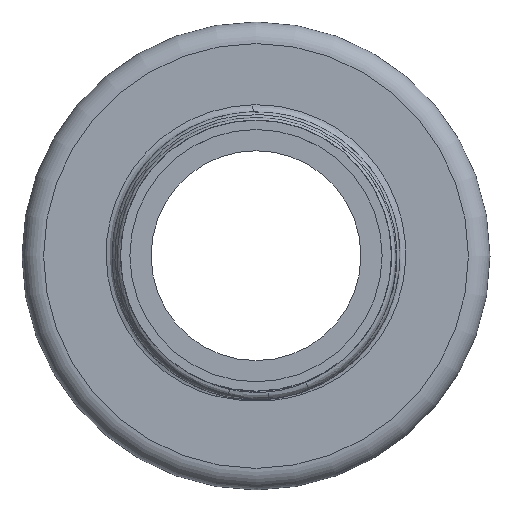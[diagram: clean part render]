
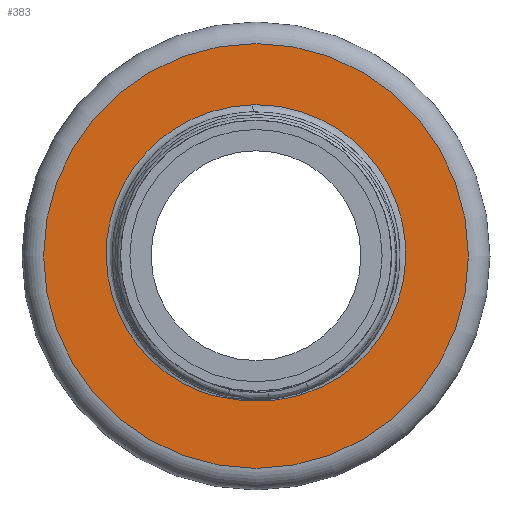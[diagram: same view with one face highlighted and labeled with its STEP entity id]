
A CAD part, top view. The second image highlights one B-rep face of the part: STEP entity #383.
In plain terms, the highlighted planar face has unit normal (0, 0, 1).
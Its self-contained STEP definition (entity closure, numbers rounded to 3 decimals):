
#39=FACE_BOUND('',#109,.T.);
#46=PLANE('',#436);
#58=B_SPLINE_CURVE_WITH_KNOTS('',3,(#1068,#1069,#1070,#1071,#1072,#1073,
#1074),.UNSPECIFIED.,.F.,.F.,(4,1,1,1,4),(-1.199,-0.854,
-0.508,-0.163,0.009),
 .UNSPECIFIED.);
#59=B_SPLINE_CURVE_WITH_KNOTS('',3,(#1076,#1077,#1078,#1079,#1080,#1081,
#1082,#1083,#1084,#1085),.UNSPECIFIED.,.F.,.F.,(4,1,1,1,1,1,1,4),(-5.879,
-5.035,-4.191,-3.347,-2.503,
-1.659,-0.815,0.029),.UNSPECIFIED.);
#60=B_SPLINE_CURVE_WITH_KNOTS('',3,(#1086,#1087,#1088,#1089,#1090,#1091,
#1092,#1093,#1094,#1095),.UNSPECIFIED.,.F.,.F.,(4,1,1,1,1,1,1,4),(-5.908,
-5.064,-4.22,-3.376,-2.532,
-1.688,-0.844,0.),.UNSPECIFIED.);
#82=FACE_OUTER_BOUND('',#108,.T.);
#108=EDGE_LOOP('',(#298));
#109=EDGE_LOOP('',(#299,#300,#301));
#146=CIRCLE('',#433,29.507);
#180=VERTEX_POINT('',#1060);
#182=VERTEX_POINT('',#1066);
#183=VERTEX_POINT('',#1067);
#184=VERTEX_POINT('',#1075);
#224=EDGE_CURVE('',#180,#180,#146,.T.);
#227=EDGE_CURVE('',#182,#183,#58,.T.);
#228=EDGE_CURVE('',#184,#182,#59,.T.);
#229=EDGE_CURVE('',#183,#184,#60,.T.);
#298=ORIENTED_EDGE('',*,*,#224,.F.);
#299=ORIENTED_EDGE('',*,*,#227,.F.);
#300=ORIENTED_EDGE('',*,*,#228,.F.);
#301=ORIENTED_EDGE('',*,*,#229,.F.);
#383=ADVANCED_FACE('',(#82,#39),#46,.F.);
#433=AXIS2_PLACEMENT_3D('',#1061,#503,#504);
#436=AXIS2_PLACEMENT_3D('',#1065,#509,#510);
#503=DIRECTION('center_axis',(0.,0.,-1.));
#504=DIRECTION('ref_axis',(1.,0.,0.));
#509=DIRECTION('center_axis',(0.,0.,-1.));
#510=DIRECTION('ref_axis',(-1.,0.,0.));
#1060=CARTESIAN_POINT('',(29.111,0.048,15.));
#1061=CARTESIAN_POINT('Origin',(-0.396,0.048,15.));
#1065=CARTESIAN_POINT('Origin',(0.,0.,
15.));
#1066=CARTESIAN_POINT('',(-5.965,-19.451,15.));
#1067=CARTESIAN_POINT('',(5.961,-19.209,15.));
#1068=CARTESIAN_POINT('Ctrl Pts',(-5.965,-19.451,15.));
#1069=CARTESIAN_POINT('Ctrl Pts',(-4.853,-19.73,15.));
#1070=CARTESIAN_POINT('Ctrl Pts',(-2.579,-20.138,15.));
#1071=CARTESIAN_POINT('Ctrl Pts',(0.879,-20.205,15.));
#1072=CARTESIAN_POINT('Ctrl Pts',(3.738,-19.804,15.));
#1073=CARTESIAN_POINT('Ctrl Pts',(5.404,-19.373,15.));
#1074=CARTESIAN_POINT('Ctrl Pts',(5.961,-19.209,15.));
#1075=CARTESIAN_POINT('',(-0.823,21.043,15.));
#1076=CARTESIAN_POINT('Ctrl Pts',(-0.823,21.043,15.));
#1077=CARTESIAN_POINT('Ctrl Pts',(-3.636,20.986,15.));
#1078=CARTESIAN_POINT('Ctrl Pts',(-9.237,19.719,15.));
#1079=CARTESIAN_POINT('Ctrl Pts',(-16.209,14.658,15.));
#1080=CARTESIAN_POINT('Ctrl Pts',(-20.621,7.257,15.));
#1081=CARTESIAN_POINT('Ctrl Pts',(-21.734,-1.289,15.));
#1082=CARTESIAN_POINT('Ctrl Pts',(-19.356,-9.574,15.));
#1083=CARTESIAN_POINT('Ctrl Pts',(-13.846,-16.209,15.));
#1084=CARTESIAN_POINT('Ctrl Pts',(-8.693,-18.763,15.));
#1085=CARTESIAN_POINT('Ctrl Pts',(-5.965,-19.451,15.));
#1086=CARTESIAN_POINT('Ctrl Pts',(5.961,-19.209,15.));
#1087=CARTESIAN_POINT('Ctrl Pts',(8.659,-18.41,15.));
#1088=CARTESIAN_POINT('Ctrl Pts',(13.704,-15.649,15.));
#1089=CARTESIAN_POINT('Ctrl Pts',(18.94,-8.795,15.));
#1090=CARTESIAN_POINT('Ctrl Pts',(20.979,-0.42,15.));
#1091=CARTESIAN_POINT('Ctrl Pts',(19.519,8.073,15.));
#1092=CARTESIAN_POINT('Ctrl Pts',(14.81,15.29,15.));
#1093=CARTESIAN_POINT('Ctrl Pts',(7.637,20.061,15.));
#1094=CARTESIAN_POINT('Ctrl Pts',(1.989,21.1,15.));
#1095=CARTESIAN_POINT('Ctrl Pts',(-0.823,21.043,15.));
